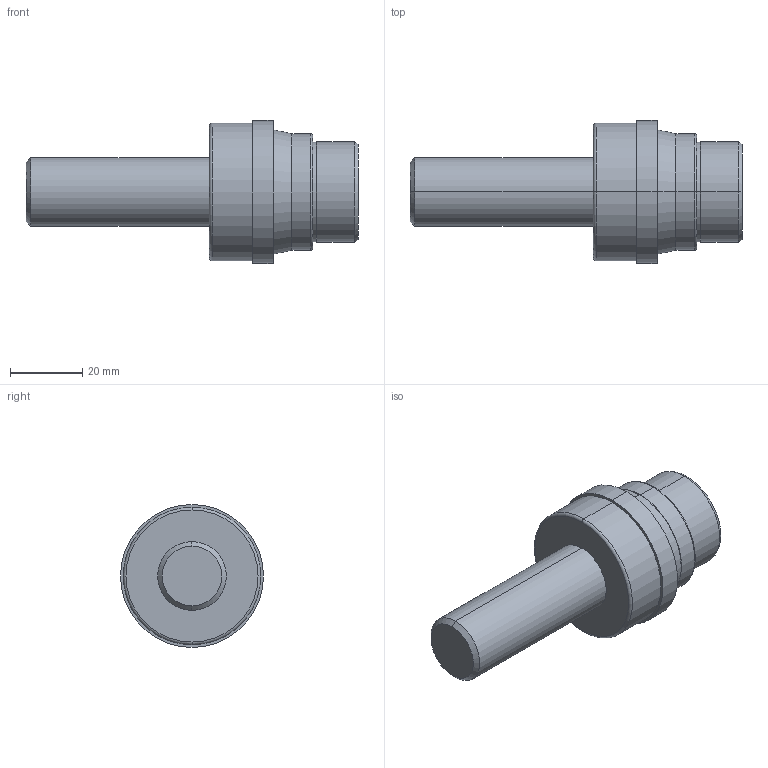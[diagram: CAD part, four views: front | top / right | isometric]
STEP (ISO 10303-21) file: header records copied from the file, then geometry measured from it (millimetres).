
FILE_DESCRIPTION (( 'STEP AP214' ), '1' );
FILE_NAME ('MS33514-20.STEP', '2019-03-07T21:07:23', ( '' ), ( '' ), 'SwSTEP 2.0', 'SolidWorks 2018', '' );
FILE_SCHEMA (( 'AUTOMOTIVE_DESIGN' ));
Length unit declared in the file: inch
Products named in the file (1): MS33514-20
Bounding box: 91.95 x 39.62 x 39.62 mm (x, y, z)
Volume: 51807.6 mm3; surface area: 9641.4 mm2
Topology: 1 solids, 1 shells, 39 faces, 76 edges, 42 vertices
Faces by surface type: torus 12, cone 12, cylinder 10, plane 5
Entity records: 1036 total; most frequent: DIRECTION 210, CARTESIAN_POINT 158, ORIENTED_EDGE 152, AXIS2_PLACEMENT_3D 94, EDGE_CURVE 76, CIRCLE 54, EDGE_LOOP 42, VERTEX_POINT 42
